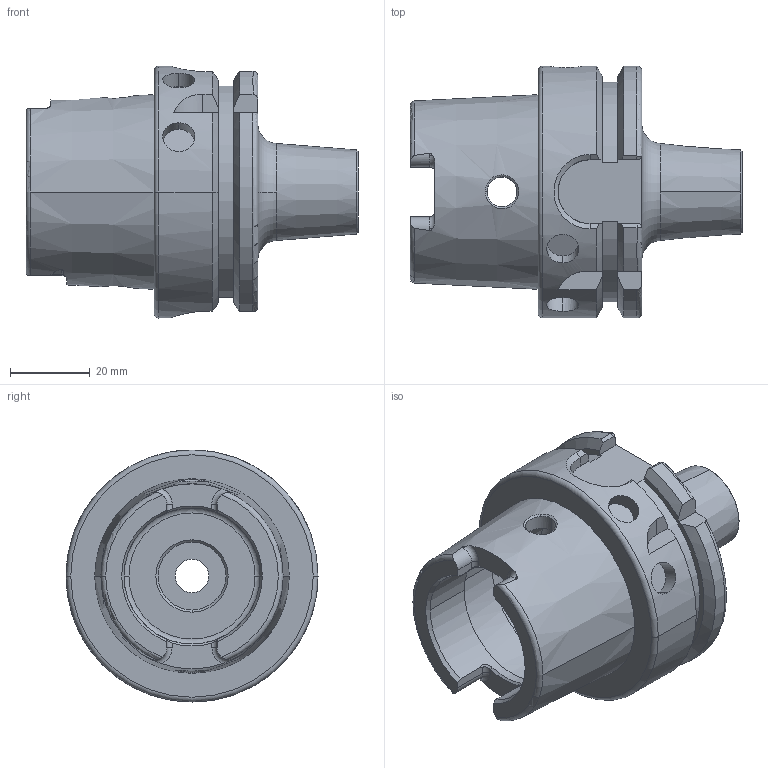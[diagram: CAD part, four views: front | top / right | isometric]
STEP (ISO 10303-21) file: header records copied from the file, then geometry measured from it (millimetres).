
FILE_DESCRIPTION (( 'STEP AP203' ), '1' );
FILE_NAME ('9163A-ES8M12025.STEP', '2020-02-18T10:30:29', ( '' ), ( '' ), 'SwSTEP 2.0', 'SolidWorks 2018', '' );
FILE_SCHEMA (( 'CONFIG_CONTROL_DESIGN' ));
Length unit declared in the file: millimetre
Products named in the file (1): 9163A-ES8M12025
Bounding box: 83 x 63 x 63 mm (x, y, z)
Volume: 89023.4 mm3; surface area: 24867.4 mm2
Topology: 1 solids, 1 shells, 172 faces, 437 edges, 274 vertices
Faces by surface type: cylinder 53, plane 53, cone 27, torus 25, bspline 14
Entity records: 6710 total; most frequent: CARTESIAN_POINT 2621, ORIENTED_EDGE 870, DIRECTION 800, EDGE_CURVE 435, AXIS2_PLACEMENT_3D 324, VERTEX_POINT 274, EDGE_LOOP 187, ADVANCED_FACE 172
